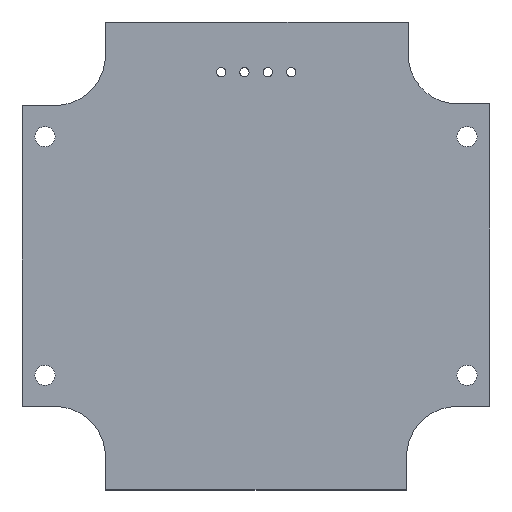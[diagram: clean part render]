
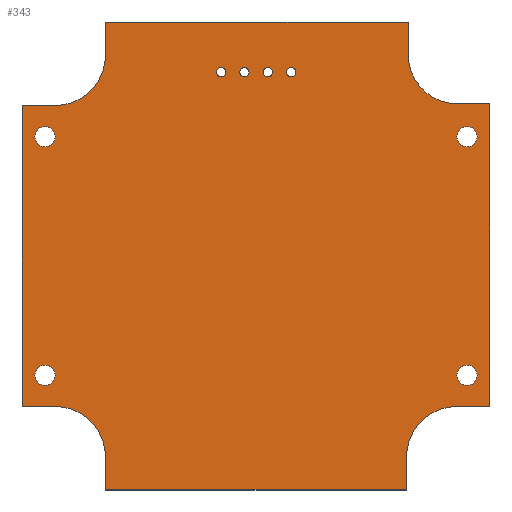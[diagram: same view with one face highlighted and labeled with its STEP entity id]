
A CAD part, top view. The second image highlights one B-rep face of the part: STEP entity #343.
In plain terms, the highlighted planar face has unit normal (0, 0, 1).
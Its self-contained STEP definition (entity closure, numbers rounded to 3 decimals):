
#42 = VERTEX_POINT('',#43);
#43 = CARTESIAN_POINT('',(16.6,21.9,1.6));
#49 = EDGE_CURVE('',#42,#50,#52,.T.);
#50 = VERTEX_POINT('',#51);
#51 = CARTESIAN_POINT('',(21.9,16.6,1.6));
#52 = CIRCLE('',#53,5.3);
#53 = AXIS2_PLACEMENT_3D('',#54,#55,#56);
#54 = CARTESIAN_POINT('',(21.9,21.9,1.6));
#55 = DIRECTION('',(0.,0.,1.));
#56 = DIRECTION('',(-1.,0.,0.));
#84 = VERTEX_POINT('',#85);
#85 = CARTESIAN_POINT('',(16.6,25.5,1.6));
#91 = EDGE_CURVE('',#84,#42,#92,.T.);
#92 = LINE('',#93,#94);
#93 = CARTESIAN_POINT('',(16.6,25.5,1.6));
#94 = VECTOR('',#95,1.);
#95 = DIRECTION('',(0.,-1.,0.));
#113 = EDGE_CURVE('',#50,#114,#116,.T.);
#114 = VERTEX_POINT('',#115);
#115 = CARTESIAN_POINT('',(25.5,16.6,1.6));
#116 = LINE('',#117,#118);
#117 = CARTESIAN_POINT('',(21.9,16.6,1.6));
#118 = VECTOR('',#119,1.);
#119 = DIRECTION('',(1.,0.,0.));
#343 = ADVANCED_FACE('',(#344,#454,#465,#476,#487,#498,#509,#520,#531),
  #542,.F.);
#344 = FACE_BOUND('',#345,.F.);
#345 = EDGE_LOOP('',(#346,#347,#348,#356,#364,#373,#381,#389,#397,#406,
    #414,#422,#430,#439,#447,#453));
#346 = ORIENTED_EDGE('',*,*,#49,.T.);
#347 = ORIENTED_EDGE('',*,*,#113,.T.);
#348 = ORIENTED_EDGE('',*,*,#349,.T.);
#349 = EDGE_CURVE('',#114,#350,#352,.T.);
#350 = VERTEX_POINT('',#351);
#351 = CARTESIAN_POINT('',(25.5,-16.4,1.6));
#352 = LINE('',#353,#354);
#353 = CARTESIAN_POINT('',(25.5,16.6,1.6));
#354 = VECTOR('',#355,1.);
#355 = DIRECTION('',(0.,-1.,0.));
#356 = ORIENTED_EDGE('',*,*,#357,.T.);
#357 = EDGE_CURVE('',#350,#358,#360,.T.);
#358 = VERTEX_POINT('',#359);
#359 = CARTESIAN_POINT('',(21.9,-16.4,1.6));
#360 = LINE('',#361,#362);
#361 = CARTESIAN_POINT('',(25.5,-16.4,1.6));
#362 = VECTOR('',#363,1.);
#363 = DIRECTION('',(-1.,0.,0.));
#364 = ORIENTED_EDGE('',*,*,#365,.T.);
#365 = EDGE_CURVE('',#358,#366,#368,.T.);
#366 = VERTEX_POINT('',#367);
#367 = CARTESIAN_POINT('',(16.4,-21.9,1.6));
#368 = CIRCLE('',#369,5.5);
#369 = AXIS2_PLACEMENT_3D('',#370,#371,#372);
#370 = CARTESIAN_POINT('',(21.9,-21.9,1.6));
#371 = DIRECTION('',(0.,0.,1.));
#372 = DIRECTION('',(0.,1.,0.));
#373 = ORIENTED_EDGE('',*,*,#374,.T.);
#374 = EDGE_CURVE('',#366,#375,#377,.T.);
#375 = VERTEX_POINT('',#376);
#376 = CARTESIAN_POINT('',(16.4,-25.5,1.6));
#377 = LINE('',#378,#379);
#378 = CARTESIAN_POINT('',(16.4,-21.9,1.6));
#379 = VECTOR('',#380,1.);
#380 = DIRECTION('',(0.,-1.,0.));
#381 = ORIENTED_EDGE('',*,*,#382,.T.);
#382 = EDGE_CURVE('',#375,#383,#385,.T.);
#383 = VERTEX_POINT('',#384);
#384 = CARTESIAN_POINT('',(-16.4,-25.5,1.6));
#385 = LINE('',#386,#387);
#386 = CARTESIAN_POINT('',(16.4,-25.5,1.6));
#387 = VECTOR('',#388,1.);
#388 = DIRECTION('',(-1.,0.,0.));
#389 = ORIENTED_EDGE('',*,*,#390,.T.);
#390 = EDGE_CURVE('',#383,#391,#393,.T.);
#391 = VERTEX_POINT('',#392);
#392 = CARTESIAN_POINT('',(-16.4,-21.9,1.6));
#393 = LINE('',#394,#395);
#394 = CARTESIAN_POINT('',(-16.4,-25.5,1.6));
#395 = VECTOR('',#396,1.);
#396 = DIRECTION('',(0.,1.,0.));
#397 = ORIENTED_EDGE('',*,*,#398,.T.);
#398 = EDGE_CURVE('',#391,#399,#401,.T.);
#399 = VERTEX_POINT('',#400);
#400 = CARTESIAN_POINT('',(-21.9,-16.4,1.6));
#401 = CIRCLE('',#402,5.5);
#402 = AXIS2_PLACEMENT_3D('',#403,#404,#405);
#403 = CARTESIAN_POINT('',(-21.9,-21.9,1.6));
#404 = DIRECTION('',(0.,0.,1.));
#405 = DIRECTION('',(1.,0.,-0.));
#406 = ORIENTED_EDGE('',*,*,#407,.T.);
#407 = EDGE_CURVE('',#399,#408,#410,.T.);
#408 = VERTEX_POINT('',#409);
#409 = CARTESIAN_POINT('',(-25.5,-16.4,1.6));
#410 = LINE('',#411,#412);
#411 = CARTESIAN_POINT('',(-21.9,-16.4,1.6));
#412 = VECTOR('',#413,1.);
#413 = DIRECTION('',(-1.,0.,0.));
#414 = ORIENTED_EDGE('',*,*,#415,.T.);
#415 = EDGE_CURVE('',#408,#416,#418,.T.);
#416 = VERTEX_POINT('',#417);
#417 = CARTESIAN_POINT('',(-25.5,16.4,1.6));
#418 = LINE('',#419,#420);
#419 = CARTESIAN_POINT('',(-25.5,-16.4,1.6));
#420 = VECTOR('',#421,1.);
#421 = DIRECTION('',(0.,1.,0.));
#422 = ORIENTED_EDGE('',*,*,#423,.T.);
#423 = EDGE_CURVE('',#416,#424,#426,.T.);
#424 = VERTEX_POINT('',#425);
#425 = CARTESIAN_POINT('',(-21.9,16.4,1.6));
#426 = LINE('',#427,#428);
#427 = CARTESIAN_POINT('',(-25.5,16.4,1.6));
#428 = VECTOR('',#429,1.);
#429 = DIRECTION('',(1.,0.,0.));
#430 = ORIENTED_EDGE('',*,*,#431,.T.);
#431 = EDGE_CURVE('',#424,#432,#434,.T.);
#432 = VERTEX_POINT('',#433);
#433 = CARTESIAN_POINT('',(-16.4,21.9,1.6));
#434 = CIRCLE('',#435,5.5);
#435 = AXIS2_PLACEMENT_3D('',#436,#437,#438);
#436 = CARTESIAN_POINT('',(-21.9,21.9,1.6));
#437 = DIRECTION('',(0.,0.,1.));
#438 = DIRECTION('',(0.,-1.,0.));
#439 = ORIENTED_EDGE('',*,*,#440,.T.);
#440 = EDGE_CURVE('',#432,#441,#443,.T.);
#441 = VERTEX_POINT('',#442);
#442 = CARTESIAN_POINT('',(-16.4,25.5,1.6));
#443 = LINE('',#444,#445);
#444 = CARTESIAN_POINT('',(-16.4,21.9,1.6));
#445 = VECTOR('',#446,1.);
#446 = DIRECTION('',(0.,1.,0.));
#447 = ORIENTED_EDGE('',*,*,#448,.T.);
#448 = EDGE_CURVE('',#441,#84,#449,.T.);
#449 = LINE('',#450,#451);
#450 = CARTESIAN_POINT('',(-16.4,25.5,1.6));
#451 = VECTOR('',#452,1.);
#452 = DIRECTION('',(1.,0.,0.));
#453 = ORIENTED_EDGE('',*,*,#91,.T.);
#454 = FACE_BOUND('',#455,.F.);
#455 = EDGE_LOOP('',(#456));
#456 = ORIENTED_EDGE('',*,*,#457,.F.);
#457 = EDGE_CURVE('',#458,#458,#460,.T.);
#458 = VERTEX_POINT('',#459);
#459 = CARTESIAN_POINT('',(23.,-14.1,1.6));
#460 = CIRCLE('',#461,1.1);
#461 = AXIS2_PLACEMENT_3D('',#462,#463,#464);
#462 = CARTESIAN_POINT('',(23.,-13.,1.6));
#463 = DIRECTION('',(-0.,0.,-1.));
#464 = DIRECTION('',(-0.,-1.,0.));
#465 = FACE_BOUND('',#466,.F.);
#466 = EDGE_LOOP('',(#467));
#467 = ORIENTED_EDGE('',*,*,#468,.F.);
#468 = EDGE_CURVE('',#469,#469,#471,.T.);
#469 = VERTEX_POINT('',#470);
#470 = CARTESIAN_POINT('',(-23.,-14.1,1.6));
#471 = CIRCLE('',#472,1.1);
#472 = AXIS2_PLACEMENT_3D('',#473,#474,#475);
#473 = CARTESIAN_POINT('',(-23.,-13.,1.6));
#474 = DIRECTION('',(-0.,0.,-1.));
#475 = DIRECTION('',(-0.,-1.,0.));
#476 = FACE_BOUND('',#477,.F.);
#477 = EDGE_LOOP('',(#478));
#478 = ORIENTED_EDGE('',*,*,#479,.F.);
#479 = EDGE_CURVE('',#480,#480,#482,.T.);
#480 = VERTEX_POINT('',#481);
#481 = CARTESIAN_POINT('',(23.,11.9,1.6));
#482 = CIRCLE('',#483,1.1);
#483 = AXIS2_PLACEMENT_3D('',#484,#485,#486);
#484 = CARTESIAN_POINT('',(23.,13.,1.6));
#485 = DIRECTION('',(-0.,0.,-1.));
#486 = DIRECTION('',(-0.,-1.,0.));
#487 = FACE_BOUND('',#488,.F.);
#488 = EDGE_LOOP('',(#489));
#489 = ORIENTED_EDGE('',*,*,#490,.F.);
#490 = EDGE_CURVE('',#491,#491,#493,.T.);
#491 = VERTEX_POINT('',#492);
#492 = CARTESIAN_POINT('',(3.82,19.525,1.6));
#493 = CIRCLE('',#494,0.5);
#494 = AXIS2_PLACEMENT_3D('',#495,#496,#497);
#495 = CARTESIAN_POINT('',(3.82,20.025,1.6));
#496 = DIRECTION('',(-0.,0.,-1.));
#497 = DIRECTION('',(0.,-1.,0.));
#498 = FACE_BOUND('',#499,.F.);
#499 = EDGE_LOOP('',(#500));
#500 = ORIENTED_EDGE('',*,*,#501,.F.);
#501 = EDGE_CURVE('',#502,#502,#504,.T.);
#502 = VERTEX_POINT('',#503);
#503 = CARTESIAN_POINT('',(1.28,19.525,1.6));
#504 = CIRCLE('',#505,0.5);
#505 = AXIS2_PLACEMENT_3D('',#506,#507,#508);
#506 = CARTESIAN_POINT('',(1.28,20.025,1.6));
#507 = DIRECTION('',(-0.,0.,-1.));
#508 = DIRECTION('',(-0.,-1.,0.));
#509 = FACE_BOUND('',#510,.F.);
#510 = EDGE_LOOP('',(#511));
#511 = ORIENTED_EDGE('',*,*,#512,.F.);
#512 = EDGE_CURVE('',#513,#513,#515,.T.);
#513 = VERTEX_POINT('',#514);
#514 = CARTESIAN_POINT('',(-1.26,19.525,1.6));
#515 = CIRCLE('',#516,0.5);
#516 = AXIS2_PLACEMENT_3D('',#517,#518,#519);
#517 = CARTESIAN_POINT('',(-1.26,20.025,1.6));
#518 = DIRECTION('',(-0.,0.,-1.));
#519 = DIRECTION('',(-0.,-1.,0.));
#520 = FACE_BOUND('',#521,.F.);
#521 = EDGE_LOOP('',(#522));
#522 = ORIENTED_EDGE('',*,*,#523,.F.);
#523 = EDGE_CURVE('',#524,#524,#526,.T.);
#524 = VERTEX_POINT('',#525);
#525 = CARTESIAN_POINT('',(-3.8,19.525,1.6));
#526 = CIRCLE('',#527,0.5);
#527 = AXIS2_PLACEMENT_3D('',#528,#529,#530);
#528 = CARTESIAN_POINT('',(-3.8,20.025,1.6));
#529 = DIRECTION('',(-0.,0.,-1.));
#530 = DIRECTION('',(-0.,-1.,0.));
#531 = FACE_BOUND('',#532,.F.);
#532 = EDGE_LOOP('',(#533));
#533 = ORIENTED_EDGE('',*,*,#534,.F.);
#534 = EDGE_CURVE('',#535,#535,#537,.T.);
#535 = VERTEX_POINT('',#536);
#536 = CARTESIAN_POINT('',(-23.,11.9,1.6));
#537 = CIRCLE('',#538,1.1);
#538 = AXIS2_PLACEMENT_3D('',#539,#540,#541);
#539 = CARTESIAN_POINT('',(-23.,13.,1.6));
#540 = DIRECTION('',(-0.,0.,-1.));
#541 = DIRECTION('',(-0.,-1.,0.));
#542 = PLANE('',#543);
#543 = AXIS2_PLACEMENT_3D('',#544,#545,#546);
#544 = CARTESIAN_POINT('',(0.023,0.023,1.6));
#545 = DIRECTION('',(-0.,-0.,-1.));
#546 = DIRECTION('',(-1.,0.,0.));
